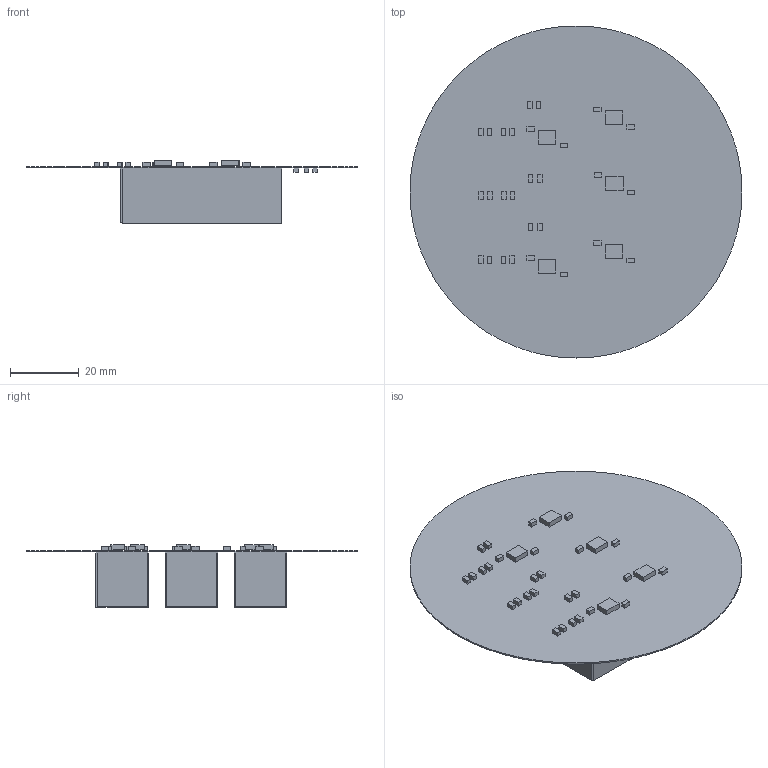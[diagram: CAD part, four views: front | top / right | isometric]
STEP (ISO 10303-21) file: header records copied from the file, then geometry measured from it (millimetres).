
FILE_DESCRIPTION(('Open CASCADE Model'),'2;1');
FILE_NAME('Open CASCADE Shape Model','2012-06-13T20:01:21',('Author'),( 'Open CASCADE'),'Open CASCADE STEP processor 6.2','Open CASCADE 6.2' ,'Unknown');
FILE_SCHEMA(('AUTOMOTIVE_DESIGN { 1 0 10303 214 1 1 1 1 }'));
Length unit declared in the file: millimetre
Products named in the file (53): PCB; Board; C11; 422862496; Extruded; C1; 422862368; C2; C12; 422862624; C3; C4; C13; C5; C6; C7; C8; C9; C10; C11.; C12.; C21; C22; C23; C31; C32; C33; C42; C43; C52; C53; CL1; CL2; CL3; OP1; 422862240; OP2; OP3; OP4; OP5 ...
Assembly tree (88 placements, depth 4):
  PCB
    Board
    C11
      422862496
        Extruded
    C1
      422862368
        Extruded
    C2
      422862496
        Extruded
    C12
      422862624
        Extruded
    C3
      422862496
        Extruded
    C4
      422862368
        Extruded
    C13
      422862624
        Extruded
    C5
      422862368
        Extruded
    C6
      422862496
        Extruded
    C7
      422862496
        Extruded
    C8
      422862368
        Extruded
    C9
      422862368
        Extruded
    C10
      422862496
        Extruded
    C11.
      422862496
        Extruded
    C12.
      422862368
        Extruded
    C21
      422862496
        Extruded
    C22
      422862624
        Extruded
    C23
      422862624
        Extruded
    C31
      422862496
        Extruded
    C32
Bounding box: 96.54 x 96.54 x 18.3 mm (x, y, z)
Volume: 37939.5 mm3; surface area: 27256.2 mm2
Topology: 43 solids, 43 shells, 398 faces, 936 edges, 624 vertices
Faces by surface type: plane 398
Entity records: 13536 total; most frequent: CARTESIAN_POINT 2119, DIRECTION 2054, LINE 1512, VECTOR 1512, ORIENTED_EDGE 1008, PCURVE 1008, DEFINITIONAL_REPRESENTATION 1008, EDGE_CURVE 504
